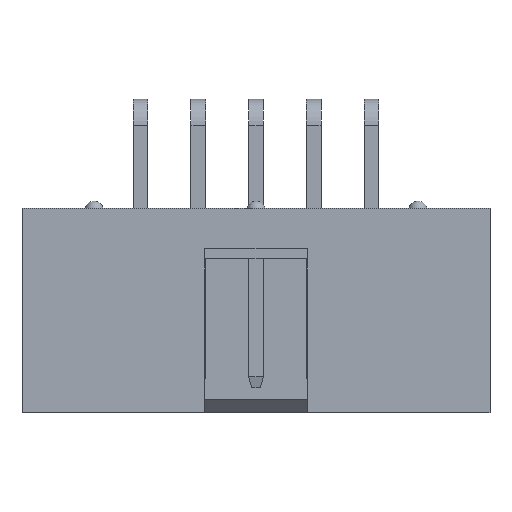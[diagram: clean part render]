
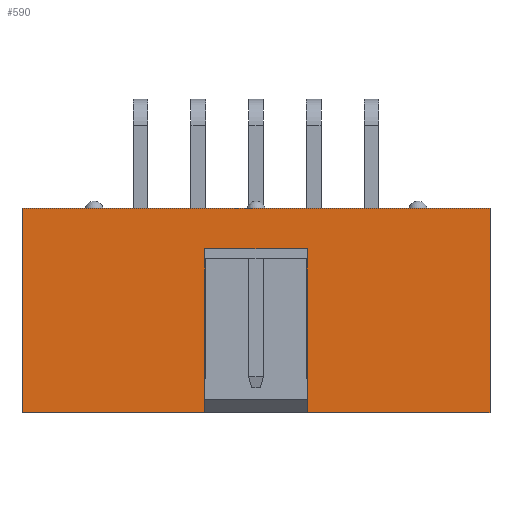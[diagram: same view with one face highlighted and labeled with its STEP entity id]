
A CAD part, top view. The second image highlights one B-rep face of the part: STEP entity #590.
In plain terms, the highlighted planar face has unit normal (0, 0, 1).
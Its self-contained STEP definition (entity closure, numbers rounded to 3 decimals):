
#590=ADVANCED_FACE('',(#3397),#3399,.T.);
#3397=FACE_BOUND('',#3398,.T.);
#3398=EDGE_LOOP('',(#5587,#5588,#5589,#5590,#5591,#5592,#5593,#5594));
#3399=PLANE('',#3400);
#3400=AXIS2_PLACEMENT_3D('',#3401,#3402,#3403);
#3401=CARTESIAN_POINT('',(-5.22,-10.935,9.1));
#3402=DIRECTION('',(0.,0.,1.));
#3403=DIRECTION('',(1.,0.,0.));
#5587=ORIENTED_EDGE('',*,*,#6935,.T.);
#5588=ORIENTED_EDGE('',*,*,#6936,.T.);
#5589=ORIENTED_EDGE('',*,*,#6937,.T.);
#5590=ORIENTED_EDGE('',*,*,#6938,.T.);
#5591=ORIENTED_EDGE('',*,*,#6899,.T.);
#5592=ORIENTED_EDGE('',*,*,#6757,.F.);
#5593=ORIENTED_EDGE('',*,*,#6922,.F.);
#5594=ORIENTED_EDGE('',*,*,#6939,.T.);
#6757=EDGE_CURVE('',#7483,#7485,#7486,.T.);
#6899=EDGE_CURVE('',#7730,#7485,#7731,.T.);
#6922=EDGE_CURVE('',#7765,#7483,#7767,.T.);
#6935=EDGE_CURVE('',#7787,#7788,#7789,.F.);
#6936=EDGE_CURVE('',#7788,#7790,#7791,.T.);
#6937=EDGE_CURVE('',#7790,#7792,#7793,.F.);
#6938=EDGE_CURVE('',#7792,#7730,#7794,.T.);
#6939=EDGE_CURVE('',#7765,#7787,#7795,.T.);
#7483=VERTEX_POINT('',#8656);
#7485=VERTEX_POINT('',#8660);
#7486=LINE('',#8661,#8662);
#7730=VERTEX_POINT('',#9199);
#7731=LINE('',#9200,#9201);
#7765=VERTEX_POINT('',#9287);
#7767=LINE('',#9291,#9292);
#7787=VERTEX_POINT('',#9339);
#7788=VERTEX_POINT('',#9340);
#7789=LINE('',#9341,#9342);
#7790=VERTEX_POINT('',#9344);
#7791=LINE('',#9345,#9346);
#7792=VERTEX_POINT('',#9348);
#7793=LINE('',#9349,#9350);
#7794=LINE('',#9352,#9353);
#7795=LINE('',#9355,#9356);
#8656=CARTESIAN_POINT('',(-5.22,-1.935,9.1));
#8660=CARTESIAN_POINT('',(15.38,-1.935,9.1));
#8661=CARTESIAN_POINT('',(-5.22,-1.935,9.1));
#8662=VECTOR('',#8663,1.);
#8663=DIRECTION('',(1.,0.,0.));
#9199=CARTESIAN_POINT('',(15.38,-10.935,9.1));
#9200=CARTESIAN_POINT('',(15.38,-10.935,9.1));
#9201=VECTOR('',#9202,1.);
#9202=DIRECTION('',(0.,1.,0.));
#9287=CARTESIAN_POINT('',(-5.22,-10.935,9.1));
#9291=CARTESIAN_POINT('',(-5.22,-10.935,9.1));
#9292=VECTOR('',#9293,1.);
#9293=DIRECTION('',(0.,1.,0.));
#9339=CARTESIAN_POINT('',(2.83,-10.935,9.1));
#9340=CARTESIAN_POINT('',(2.83,-3.735,9.1));
#9341=CARTESIAN_POINT('',(2.83,-3.735,9.1));
#9342=VECTOR('',#9343,1.);
#9343=DIRECTION('',(0.,-1.,0.));
#9344=CARTESIAN_POINT('',(7.33,-3.735,9.1));
#9345=CARTESIAN_POINT('',(2.83,-3.735,9.1));
#9346=VECTOR('',#9347,1.);
#9347=DIRECTION('',(1.,0.,0.));
#9348=CARTESIAN_POINT('',(7.33,-10.935,9.1));
#9349=CARTESIAN_POINT('',(7.33,-10.935,9.1));
#9350=VECTOR('',#9351,1.);
#9351=DIRECTION('',(0.,1.,0.));
#9352=CARTESIAN_POINT('',(7.33,-10.935,9.1));
#9353=VECTOR('',#9354,1.);
#9354=DIRECTION('',(1.,0.,0.));
#9355=CARTESIAN_POINT('',(-5.22,-10.935,9.1));
#9356=VECTOR('',#9357,1.);
#9357=DIRECTION('',(1.,0.,0.));
